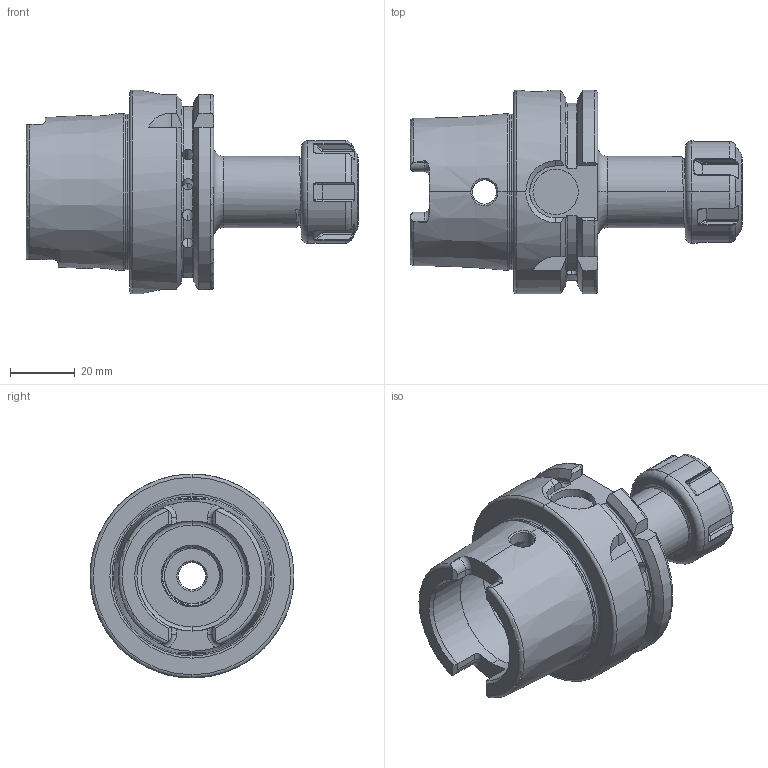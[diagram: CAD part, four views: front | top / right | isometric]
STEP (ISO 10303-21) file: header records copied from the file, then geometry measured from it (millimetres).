
FILE_DESCRIPTION (( 'STEP AP203' ), '1' );
FILE_NAME ('A63.02.10.0.STEP', '2016-11-26T03:09:33', ( '' ), ( '' ), 'SwSTEP 2.0', 'SolidWorks 2012', '' );
FILE_SCHEMA (( 'CONFIG_CONTROL_DESIGN' ));
Length unit declared in the file: millimetre
Products named in the file (3): A63.02.10.0; 2-01.100.0160180C7_ER16螺帽(六溝)
Assembly tree (2 placements, depth 2):
  A63.02.10.0
    A63.02.10.0
    2-01.100.0160180C7_ER16螺帽(六溝)
Bounding box: 102.58 x 63 x 63 mm (x, y, z)
Volume: 97006.9 mm3; surface area: 32682.3 mm2
Topology: 2 solids, 2 shells, 439 faces, 1129 edges, 689 vertices
Faces by surface type: cylinder 157, plane 99, bspline 82, torus 59, cone 42
Entity records: 32017 total; most frequent: CARTESIAN_POINT 22459, ORIENTED_EDGE 2238, DIRECTION 1542, EDGE_CURVE 1119, VERTEX_POINT 689, AXIS2_PLACEMENT_3D 610, EDGE_LOOP 452, FACE_OUTER_BOUND 439
